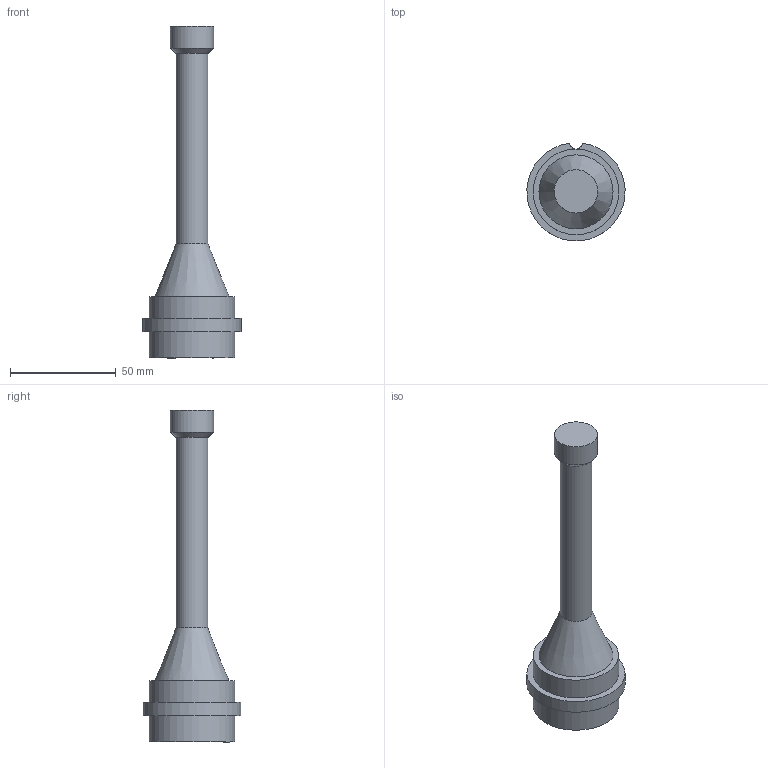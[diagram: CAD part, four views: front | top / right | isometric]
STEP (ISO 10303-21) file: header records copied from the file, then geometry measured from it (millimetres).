
FILE_DESCRIPTION(/* description */ (''),/* implementation_level */ '2;1');
FILE_NAME(/* name */ 'DC12F.stp',/* time_stamp */ '2016-02-03T09:29:10+01:00',/* author */ ('sh'),/* organization */ (''),/* preprocessor_version */ 'ST-DEVELOPER v15.2',/* originating_system */ 'Autodesk Inventor 2014',/* authorisation */ '');
FILE_SCHEMA (('AUTOMOTIVE_DESIGN { 1 0 10303 214 3 1 1 }'));
Length unit declared in the file: millimetre
Products named in the file (1): DC12F
Bounding box: 46.4 x 46.22 x 157 mm (x, y, z)
Volume: 68625.3 mm3; surface area: 17257.1 mm2
Topology: 1 solids, 1 shells, 291 faces, 759 edges, 505 vertices
Faces by surface type: plane 143, bspline 128, cylinder 18, cone 2
Full cylindrical faces by diameter (mm): 4.8 x12, 15 x1, 20.5 x1, 40.5 x2
Entity records: 9847 total; most frequent: CARTESIAN_POINT 3580, ORIENTED_EDGE 1476, DIRECTION 850, EDGE_CURVE 738, VERTEX_POINT 502, LINE 442, VECTOR 442, EDGE_LOOP 344
